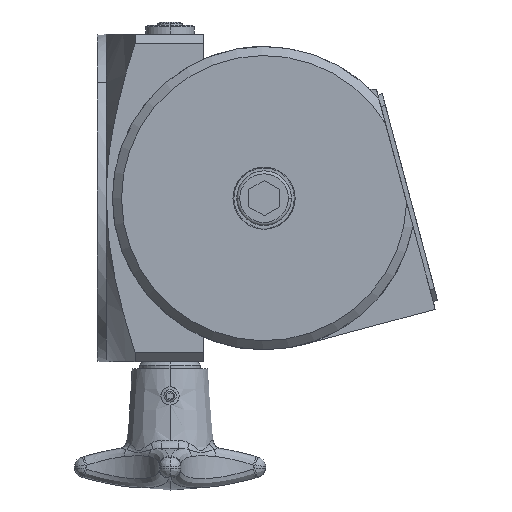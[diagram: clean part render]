
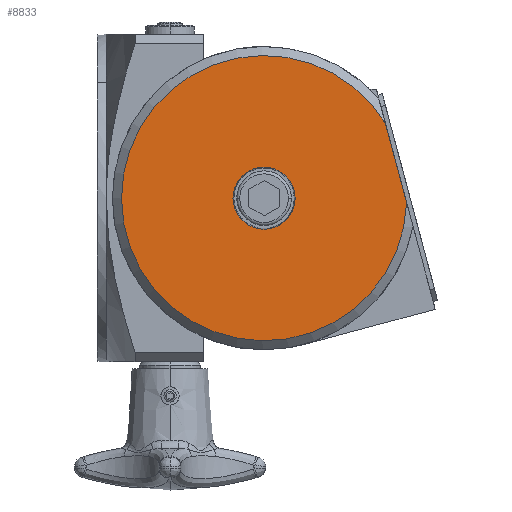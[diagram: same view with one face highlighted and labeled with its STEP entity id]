
A CAD part, left-side view. The second image highlights one B-rep face of the part: STEP entity #8833.
In plain terms, the highlighted planar face has unit normal (-1, 0, 0).
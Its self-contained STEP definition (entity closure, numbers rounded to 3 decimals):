
#6179=CARTESIAN_POINT('',(-60.,0.,0.));
#6180=DIRECTION('',(1.,0.,0.));
#6181=DIRECTION('',(0.,-1.,-0.03));
#6182=AXIS2_PLACEMENT_3D('',#6179,#6180,#6181);
#6215=DIRECTION('',(0.,-0.259,-0.966));
#6216=VECTOR('',#6215,27.032);
#6217=CARTESIAN_POINT('',(-60.,-39.983,24.706));
#6218=LINE('',#6217,#6216);
#6222=CARTESIAN_POINT('',(-60.,0.,0.));
#6223=DIRECTION('',(-1.,0.,0.));
#6224=DIRECTION('',(0.,-1.,0.));
#6225=AXIS2_PLACEMENT_3D('',#6222,#6223,#6224);
#6230=CARTESIAN_POINT('',(-60.,0.,0.));
#6231=DIRECTION('',(-1.,0.,0.));
#6232=DIRECTION('',(0.,1.,0.));
#6233=AXIS2_PLACEMENT_3D('',#6230,#6231,#6232);
#6363=CARTESIAN_POINT('',(-60.,-46.979,-1.405));
#6364=CARTESIAN_POINT('',(-60.,-39.983,24.706));
#6365=VERTEX_POINT('',#6363);
#6366=VERTEX_POINT('',#6364);
#6375=CARTESIAN_POINT('',(-60.,-10.244,0.));
#6377=VERTEX_POINT('',#6375);
#6379=CARTESIAN_POINT('',(-60.,10.244,0.));
#6381=VERTEX_POINT('',#6379);
#8818=CARTESIAN_POINT('',(-60.,0.,0.));
#8819=DIRECTION('',(1.,0.,0.));
#8820=DIRECTION('',(0.,0.,-1.));
#8821=AXIS2_PLACEMENT_3D('',#8818,#8819,#8820);
#8822=PLANE('',#8821);
#8823=ORIENTED_EDGE('',*,*,#8803,.T.);
#8824=ORIENTED_EDGE('',*,*,#7188,.T.);
#8825=EDGE_LOOP('',(#8823,#8824));
#8826=FACE_OUTER_BOUND('',#8825,.F.);
#8828=ORIENTED_EDGE('',*,*,#8827,.T.);
#8830=ORIENTED_EDGE('',*,*,#8829,.T.);
#8831=EDGE_LOOP('',(#8828,#8830));
#8832=FACE_BOUND('',#8831,.F.);
#8833=ADVANCED_FACE('',(#8826,#8832),#8822,.F.);
#6183=CIRCLE('',#6182,47.);
#6226=CIRCLE('',#6225,10.244);
#6234=CIRCLE('',#6233,10.244);
#7188=EDGE_CURVE('',#6366,#6365,#6218,.T.);
#8803=EDGE_CURVE('',#6365,#6366,#6183,.T.);
#8827=EDGE_CURVE('',#6377,#6381,#6226,.T.);
#8829=EDGE_CURVE('',#6381,#6377,#6234,.T.);
